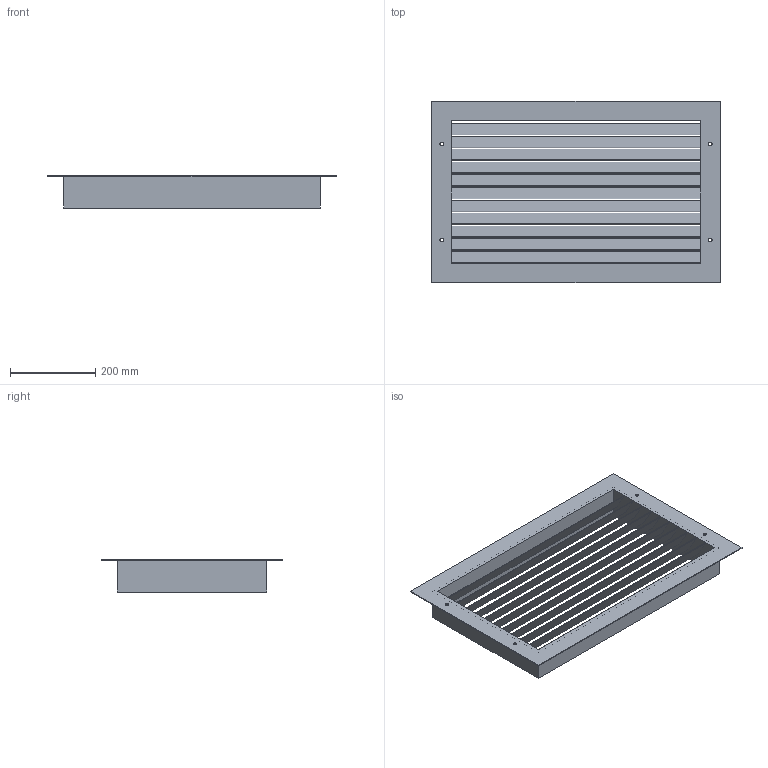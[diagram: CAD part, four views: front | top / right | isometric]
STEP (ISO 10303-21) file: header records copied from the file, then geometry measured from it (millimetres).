
FILE_DESCRIPTION (( 'STEP AP214' ), '1' );
FILE_NAME ('LZP31.STEP', '2022-10-12T16:21:22', ( '' ), ( '' ), 'SwSTEP 2.0', 'SolidWorks 2017', '' );
FILE_SCHEMA (( 'AUTOMOTIVE_DESIGN' ));
Length unit declared in the file: millimetre
Products named in the file (1): LZP31
Bounding box: 675 x 425 x 75 mm (x, y, z)
Volume: 1699178.2 mm3; surface area: 1134803.1 mm2
Topology: 1 solids, 1 shells, 78 faces, 225 edges, 150 vertices
Faces by surface type: cylinder 41, plane 37
Entity records: 2689 total; most frequent: DIRECTION 465, CARTESIAN_POINT 454, ORIENTED_EDGE 450, EDGE_CURVE 225, AXIS2_PLACEMENT_3D 161, VERTEX_POINT 150, LINE 143, VECTOR 143
